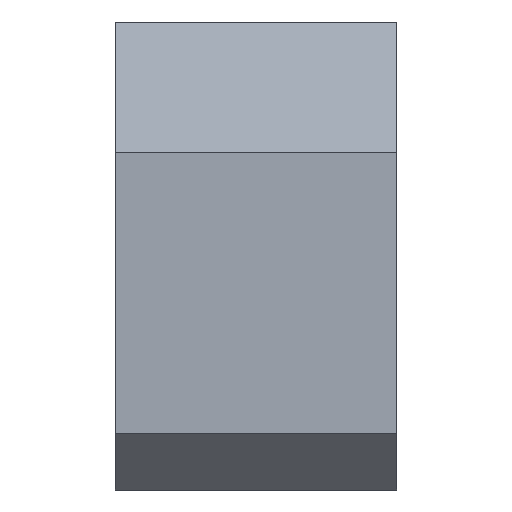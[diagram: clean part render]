
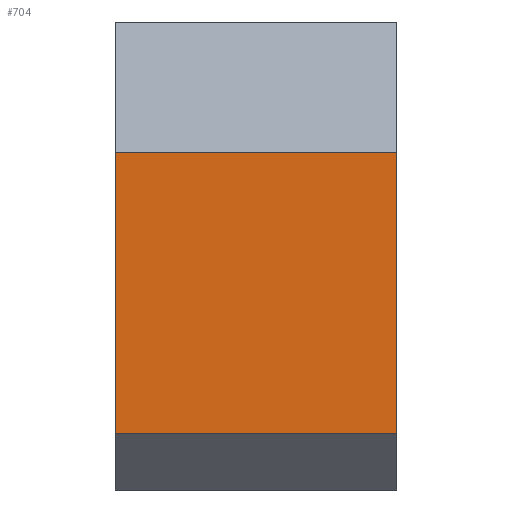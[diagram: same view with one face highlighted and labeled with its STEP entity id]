
A CAD part, front view. The second image highlights one B-rep face of the part: STEP entity #704.
In plain terms, the highlighted planar face has unit normal (0, -1, 0).
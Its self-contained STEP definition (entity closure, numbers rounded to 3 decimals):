
#173=CARTESIAN_POINT('',(1.331,-99.977,-2.0));
#174=VERTEX_POINT('',#173);
#181=CARTESIAN_POINT('',(1.331,-99.977,-12.0));
#182=VERTEX_POINT('',#181);
#183=CARTESIAN_POINT('',(1.331,-99.977,0.0));
#184=DIRECTION('',(0.0,0.0,-1.0));
#185=VECTOR('',#184,1.0);
#186=LINE('',#183,#185);
#187=EDGE_CURVE('n� 1200',#174,#182,#186,.T.);
#616=CARTESIAN_POINT('',(-8.669,-99.977,-12.0));
#617=VERTEX_POINT('',#616);
#624=CARTESIAN_POINT('',(-8.669,-99.977,-2.0));
#625=VERTEX_POINT('',#624);
#626=CARTESIAN_POINT('',(-8.669,-99.977,-12.6));
#627=DIRECTION('',(0.0,0.0,-1.0));
#628=VECTOR('',#627,1.0);
#629=LINE('',#626,#628);
#630=EDGE_CURVE('n� 1528',#625,#617,#629,.T.);
#673=CARTESIAN_POINT('',(-11.269,-99.977,-12.0));
#674=DIRECTION('',(1.0,0.0,0.0));
#675=VECTOR('',#674,1.0);
#676=LINE('',#673,#675);
#677=EDGE_CURVE('n� 1564',#617,#182,#676,.T.);
#688=ORIENTED_EDGE('',*,*,#187,.F.);
#689=CARTESIAN_POINT('',(-11.269,-99.977,-2.0));
#690=DIRECTION('',(1.0,0.0,0.0));
#691=VECTOR('',#690,1.0);
#692=LINE('',#689,#691);
#693=EDGE_CURVE('n� 1575',#625,#174,#692,.T.);
#694=ORIENTED_EDGE('',*,*,#693,.F.);
#695=ORIENTED_EDGE('',*,*,#630,.T.);
#696=ORIENTED_EDGE('',*,*,#677,.T.);
#697=EDGE_LOOP('',(#688,#694,#695,#696));
#698=FACE_OUTER_BOUND('',#697,.T.);
#699=CARTESIAN_POINT('',(-11.269,-99.977,-12.6));
#700=DIRECTION('',(-0.0,1.0,0.0));
#701=DIRECTION('',(1.0,0.0,0.0));
#702=AXIS2_PLACEMENT_3D('',#699,#700,#701);
#703=PLANE('',#702);
#704=ADVANCED_FACE('n� 1568',(#698),#703,.F.);
